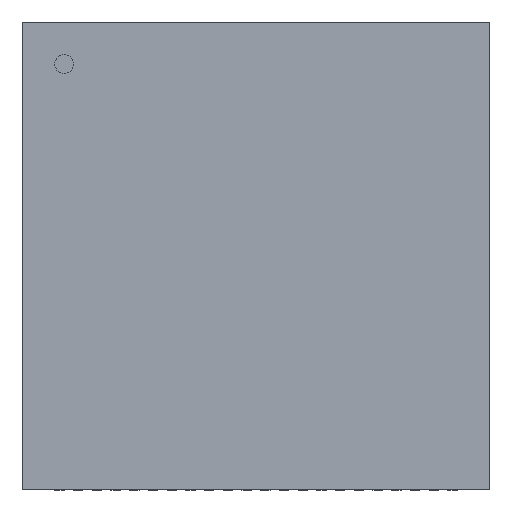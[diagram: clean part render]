
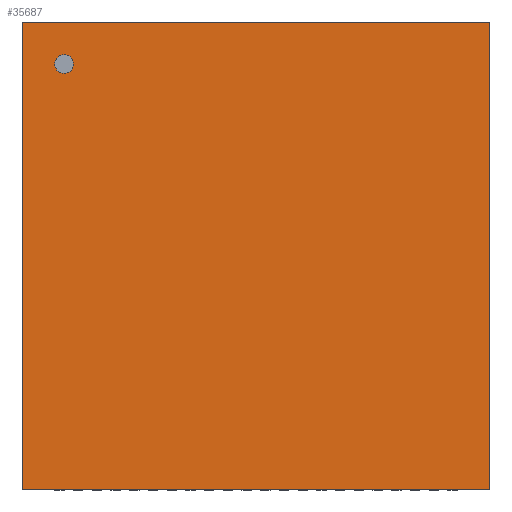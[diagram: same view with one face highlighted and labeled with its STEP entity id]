
A CAD part, top view. The second image highlights one B-rep face of the part: STEP entity #35687.
In plain terms, the highlighted planar face has unit normal (0, 0, 1).
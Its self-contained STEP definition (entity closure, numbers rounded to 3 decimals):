
#128 = PLANE('',#129);
#129 = AXIS2_PLACEMENT_3D('',#130,#131,#132);
#130 = CARTESIAN_POINT('',(-4.985,4.985,0.03));
#131 = DIRECTION('',(0.,-1.,0.));
#132 = DIRECTION('',(0.,0.,1.));
#358 = PLANE('',#359);
#359 = AXIS2_PLACEMENT_3D('',#360,#361,#362);
#360 = CARTESIAN_POINT('',(-4.985,4.985,0.03));
#361 = DIRECTION('',(1.,0.,0.));
#362 = DIRECTION('',(0.,0.,1.));
#2674 = PLANE('',#2675);
#2675 = AXIS2_PLACEMENT_3D('',#2676,#2677,#2678);
#2676 = CARTESIAN_POINT('',(-4.985,-4.985,0.03));
#2677 = DIRECTION('',(0.,-1.,0.));
#2678 = DIRECTION('',(0.,0.,1.));
#4990 = PLANE('',#4991);
#4991 = AXIS2_PLACEMENT_3D('',#4992,#4993,#4994);
#4992 = CARTESIAN_POINT('',(4.985,4.985,0.03));
#4993 = DIRECTION('',(1.,0.,0.));
#4994 = DIRECTION('',(0.,0.,1.));
#9522 = EDGE_CURVE('',#9523,#9525,#9527,.T.);
#9523 = VERTEX_POINT('',#9524);
#9524 = CARTESIAN_POINT('',(-4.985,4.985,0.78));
#9525 = VERTEX_POINT('',#9526);
#9526 = CARTESIAN_POINT('',(4.985,4.985,0.78));
#9527 = SURFACE_CURVE('',#9528,(#9532,#9539),.PCURVE_S1.);
#9528 = LINE('',#9529,#9530);
#9529 = CARTESIAN_POINT('',(-4.985,4.985,0.78));
#9530 = VECTOR('',#9531,1.);
#9531 = DIRECTION('',(1.,0.,0.));
#9532 = PCURVE('',#128,#9533);
#9533 = DEFINITIONAL_REPRESENTATION('',(#9534),#9538);
#9534 = LINE('',#9535,#9536);
#9535 = CARTESIAN_POINT('',(0.75,0.));
#9536 = VECTOR('',#9537,1.);
#9537 = DIRECTION('',(0.,-1.));
#9538 = ( GEOMETRIC_REPRESENTATION_CONTEXT(2) 
PARAMETRIC_REPRESENTATION_CONTEXT() REPRESENTATION_CONTEXT('2D SPACE',''
  ) );
#9539 = PCURVE('',#9540,#9545);
#9540 = PLANE('',#9541);
#9541 = AXIS2_PLACEMENT_3D('',#9542,#9543,#9544);
#9542 = CARTESIAN_POINT('',(-4.985,4.985,0.78));
#9543 = DIRECTION('',(0.,0.,1.));
#9544 = DIRECTION('',(0.,-1.,0.));
#9545 = DEFINITIONAL_REPRESENTATION('',(#9546),#9550);
#9546 = LINE('',#9547,#9548);
#9547 = CARTESIAN_POINT('',(0.,0.));
#9548 = VECTOR('',#9549,1.);
#9549 = DIRECTION('',(0.,1.));
#9550 = ( GEOMETRIC_REPRESENTATION_CONTEXT(2) 
PARAMETRIC_REPRESENTATION_CONTEXT() REPRESENTATION_CONTEXT('2D SPACE',''
  ) );
#15966 = EDGE_CURVE('',#9525,#15967,#15969,.T.);
#15967 = VERTEX_POINT('',#15968);
#15968 = CARTESIAN_POINT('',(4.985,-4.985,0.78));
#15969 = SURFACE_CURVE('',#15970,(#15974,#15981),.PCURVE_S1.);
#15970 = LINE('',#15971,#15972);
#15971 = CARTESIAN_POINT('',(4.985,4.985,0.78));
#15972 = VECTOR('',#15973,1.);
#15973 = DIRECTION('',(0.,-1.,0.));
#15974 = PCURVE('',#4990,#15975);
#15975 = DEFINITIONAL_REPRESENTATION('',(#15976),#15980);
#15976 = LINE('',#15977,#15978);
#15977 = CARTESIAN_POINT('',(0.75,0.));
#15978 = VECTOR('',#15979,1.);
#15979 = DIRECTION('',(0.,1.));
#15980 = ( GEOMETRIC_REPRESENTATION_CONTEXT(2) 
PARAMETRIC_REPRESENTATION_CONTEXT() REPRESENTATION_CONTEXT('2D SPACE',''
  ) );
#15981 = PCURVE('',#9540,#15982);
#15982 = DEFINITIONAL_REPRESENTATION('',(#15983),#15987);
#15983 = LINE('',#15984,#15985);
#15984 = CARTESIAN_POINT('',(0.,9.97));
#15985 = VECTOR('',#15986,1.);
#15986 = DIRECTION('',(1.,0.));
#15987 = ( GEOMETRIC_REPRESENTATION_CONTEXT(2) 
PARAMETRIC_REPRESENTATION_CONTEXT() REPRESENTATION_CONTEXT('2D SPACE',''
  ) );
#22547 = EDGE_CURVE('',#22548,#15967,#22550,.T.);
#22548 = VERTEX_POINT('',#22549);
#22549 = CARTESIAN_POINT('',(-4.985,-4.985,0.78));
#22550 = SURFACE_CURVE('',#22551,(#22555,#22562),.PCURVE_S1.);
#22551 = LINE('',#22552,#22553);
#22552 = CARTESIAN_POINT('',(-4.985,-4.985,0.78));
#22553 = VECTOR('',#22554,1.);
#22554 = DIRECTION('',(1.,0.,0.));
#22555 = PCURVE('',#2674,#22556);
#22556 = DEFINITIONAL_REPRESENTATION('',(#22557),#22561);
#22557 = LINE('',#22558,#22559);
#22558 = CARTESIAN_POINT('',(0.75,0.));
#22559 = VECTOR('',#22560,1.);
#22560 = DIRECTION('',(0.,-1.));
#22561 = ( GEOMETRIC_REPRESENTATION_CONTEXT(2) 
PARAMETRIC_REPRESENTATION_CONTEXT() REPRESENTATION_CONTEXT('2D SPACE',''
  ) );
#22562 = PCURVE('',#9540,#22563);
#22563 = DEFINITIONAL_REPRESENTATION('',(#22564),#22568);
#22564 = LINE('',#22565,#22566);
#22565 = CARTESIAN_POINT('',(9.97,0.));
#22566 = VECTOR('',#22567,1.);
#22567 = DIRECTION('',(0.,1.));
#22568 = ( GEOMETRIC_REPRESENTATION_CONTEXT(2) 
PARAMETRIC_REPRESENTATION_CONTEXT() REPRESENTATION_CONTEXT('2D SPACE',''
  ) );
#29132 = EDGE_CURVE('',#9523,#22548,#29133,.T.);
#29133 = SURFACE_CURVE('',#29134,(#29138,#29145),.PCURVE_S1.);
#29134 = LINE('',#29135,#29136);
#29135 = CARTESIAN_POINT('',(-4.985,4.985,0.78));
#29136 = VECTOR('',#29137,1.);
#29137 = DIRECTION('',(0.,-1.,0.));
#29138 = PCURVE('',#358,#29139);
#29139 = DEFINITIONAL_REPRESENTATION('',(#29140),#29144);
#29140 = LINE('',#29141,#29142);
#29141 = CARTESIAN_POINT('',(0.75,0.));
#29142 = VECTOR('',#29143,1.);
#29143 = DIRECTION('',(0.,1.));
#29144 = ( GEOMETRIC_REPRESENTATION_CONTEXT(2) 
PARAMETRIC_REPRESENTATION_CONTEXT() REPRESENTATION_CONTEXT('2D SPACE',''
  ) );
#29145 = PCURVE('',#9540,#29146);
#29146 = DEFINITIONAL_REPRESENTATION('',(#29147),#29151);
#29147 = LINE('',#29148,#29149);
#29148 = CARTESIAN_POINT('',(0.,0.));
#29149 = VECTOR('',#29150,1.);
#29150 = DIRECTION('',(1.,0.));
#29151 = ( GEOMETRIC_REPRESENTATION_CONTEXT(2) 
PARAMETRIC_REPRESENTATION_CONTEXT() REPRESENTATION_CONTEXT('2D SPACE',''
  ) );
#35687 = ADVANCED_FACE('',(#35688,#35694),#9540,.T.);
#35688 = FACE_BOUND('',#35689,.T.);
#35689 = EDGE_LOOP('',(#35690,#35691,#35692,#35693));
#35690 = ORIENTED_EDGE('',*,*,#9522,.F.);
#35691 = ORIENTED_EDGE('',*,*,#29132,.T.);
#35692 = ORIENTED_EDGE('',*,*,#22547,.T.);
#35693 = ORIENTED_EDGE('',*,*,#15966,.F.);
#35694 = FACE_BOUND('',#35695,.T.);
#35695 = EDGE_LOOP('',(#35696));
#35696 = ORIENTED_EDGE('',*,*,#35697,.T.);
#35697 = EDGE_CURVE('',#35698,#35698,#35700,.T.);
#35698 = VERTEX_POINT('',#35699);
#35699 = CARTESIAN_POINT('',(-4.1,3.9,0.78));
#35700 = SURFACE_CURVE('',#35701,(#35706,#35717),.PCURVE_S1.);
#35701 = CIRCLE('',#35702,0.2);
#35702 = AXIS2_PLACEMENT_3D('',#35703,#35704,#35705);
#35703 = CARTESIAN_POINT('',(-4.1,4.1,0.78));
#35704 = DIRECTION('',(-0.,0.,-1.));
#35705 = DIRECTION('',(0.,-1.,0.));
#35706 = PCURVE('',#9540,#35707);
#35707 = DEFINITIONAL_REPRESENTATION('',(#35708),#35716);
#35708 = ( BOUNDED_CURVE() B_SPLINE_CURVE(2,(#35709,#35710,#35711,#35712
    ,#35713,#35714,#35715),.UNSPECIFIED.,.T.,.F.) 
B_SPLINE_CURVE_WITH_KNOTS((1,2,2,2,2,1),(-2.094,0.,
    2.094,4.189,6.283,8.378),
.UNSPECIFIED.) CURVE() GEOMETRIC_REPRESENTATION_ITEM() 
RATIONAL_B_SPLINE_CURVE((1.,0.5,1.,0.5,1.,0.5,1.)) REPRESENTATION_ITEM(
  '') );
#35709 = CARTESIAN_POINT('',(1.085,0.885));
#35710 = CARTESIAN_POINT('',(1.085,0.539));
#35711 = CARTESIAN_POINT('',(0.785,0.712));
#35712 = CARTESIAN_POINT('',(0.485,0.885));
#35713 = CARTESIAN_POINT('',(0.785,1.058));
#35714 = CARTESIAN_POINT('',(1.085,1.231));
#35715 = CARTESIAN_POINT('',(1.085,0.885));
#35716 = ( GEOMETRIC_REPRESENTATION_CONTEXT(2) 
PARAMETRIC_REPRESENTATION_CONTEXT() REPRESENTATION_CONTEXT('2D SPACE',''
  ) );
#35717 = PCURVE('',#35718,#35723);
#35718 = CYLINDRICAL_SURFACE('',#35719,0.2);
#35719 = AXIS2_PLACEMENT_3D('',#35720,#35721,#35722);
#35720 = CARTESIAN_POINT('',(-4.1,4.1,0.8));
#35721 = DIRECTION('',(0.,0.,-1.));
#35722 = DIRECTION('',(0.,-1.,0.));
#35723 = DEFINITIONAL_REPRESENTATION('',(#35724),#35728);
#35724 = LINE('',#35725,#35726);
#35725 = CARTESIAN_POINT('',(-6.283,0.02));
#35726 = VECTOR('',#35727,1.);
#35727 = DIRECTION('',(1.,-0.));
#35728 = ( GEOMETRIC_REPRESENTATION_CONTEXT(2) 
PARAMETRIC_REPRESENTATION_CONTEXT() REPRESENTATION_CONTEXT('2D SPACE',''
  ) );
